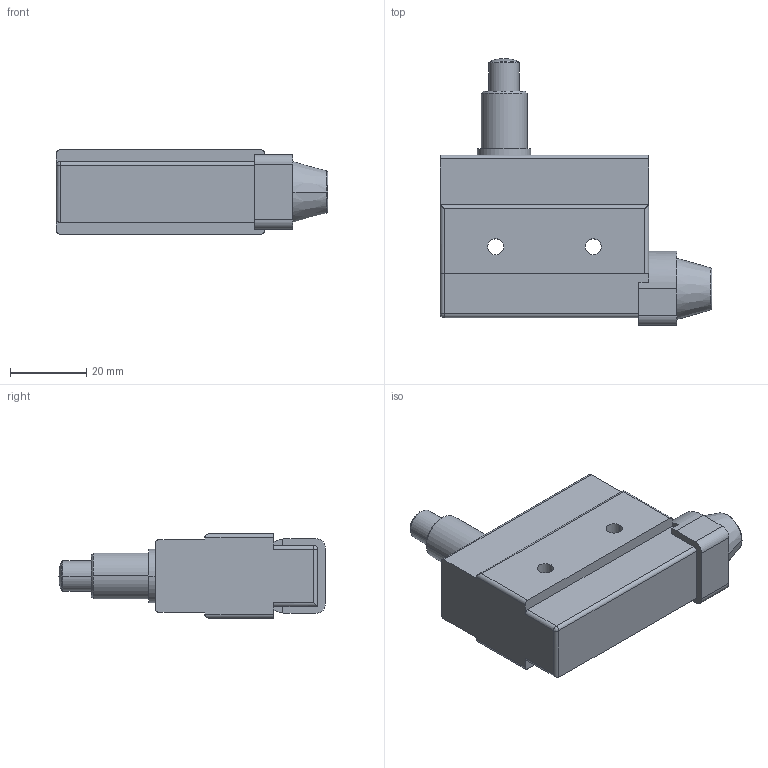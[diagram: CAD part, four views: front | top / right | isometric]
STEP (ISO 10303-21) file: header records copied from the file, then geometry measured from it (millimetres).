
FILE_DESCRIPTION((''),'2;1');
FILE_NAME('LA167-Z7-110','2023-03-15T',('Administrator'),('zyb.com'),'PRO/ENGINEER BY PARAMETRIC TECHNOLOGY CORPORATION, 2010280','PRO/ENGINEER BY PARAMETRIC TECHNOLOGY CORPORATION, 2010280','');
FILE_SCHEMA(('CONFIG_CONTROL_DESIGN'));
Length unit declared in the file: millimetre
Products named in the file (1): LA167-Z7-110
Bounding box: 71 x 69.7 x 22 mm (x, y, z)
Volume: 50692.2 mm3; surface area: 10824.3 mm2
Topology: 1 solids, 1 shells, 62 faces, 153 edges, 95 vertices
Faces by surface type: plane 26, cylinder 25, cone 6, sphere 3, torus 2
Entity records: 1903 total; most frequent: CARTESIAN_POINT 358, DIRECTION 328, ORIENTED_EDGE 302, EDGE_CURVE 151, AXIS2_PLACEMENT_3D 120, VERTEX_POINT 95, VECTOR 88, LINE 88
